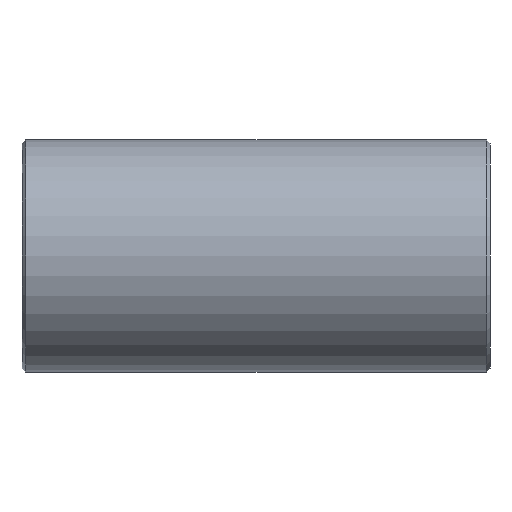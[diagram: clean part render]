
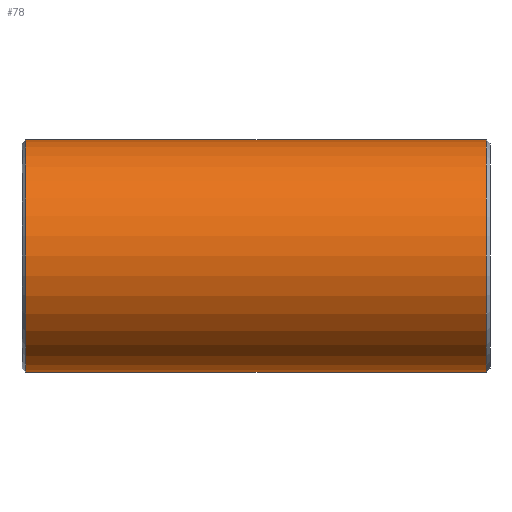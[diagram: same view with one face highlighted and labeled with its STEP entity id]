
A CAD part, left-side view. The second image highlights one B-rep face of the part: STEP entity #78.
In plain terms, the highlighted cylindrical face has radius 2.975 mm (diameter 5.95 mm), a partial arc.
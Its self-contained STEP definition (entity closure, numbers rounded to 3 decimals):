
#20 = CARTESIAN_POINT ( 'NONE',  ( 0., -5.9, 2.975 ) ) ;
#45 = CARTESIAN_POINT ( 'NONE',  ( 0., 6., 2.975 ) ) ;
#47 = DIRECTION ( 'NONE',  ( 0., 1., 0. ) ) ;
#71 = EDGE_CURVE ( 'NONE', #321, #211, #282, .T. ) ;
#73 = LINE ( 'NONE', #45, #269 ) ;
#78 = ADVANCED_FACE ( 'NONE', ( #140 ), #82, .T. ) ;
#81 = DIRECTION ( 'NONE',  ( 0., -1., 0. ) ) ;
#82 = CYLINDRICAL_SURFACE ( 'NONE', #103, 2.975 ) ;
#84 = DIRECTION ( 'NONE',  ( 0., -1., 0. ) ) ;
#87 = CARTESIAN_POINT ( 'NONE',  ( 0., -5.9, -2.975 ) ) ;
#90 = EDGE_CURVE ( 'NONE', #330, #321, #178, .T. ) ;
#91 = VECTOR ( 'NONE', #81, 1000. ) ;
#103 = AXIS2_PLACEMENT_3D ( 'NONE', #243, #116, #122 ) ;
#114 = AXIS2_PLACEMENT_3D ( 'NONE', #280, #188, #431 ) ;
#116 = DIRECTION ( 'NONE',  ( 0., -1., 0. ) ) ;
#122 = DIRECTION ( 'NONE',  ( 0., 0., -1. ) ) ;
#131 = CARTESIAN_POINT ( 'NONE',  ( 0., 5.9, 2.975 ) ) ;
#140 = FACE_OUTER_BOUND ( 'NONE', #213, .T. ) ;
#150 = EDGE_CURVE ( 'NONE', #211, #200, #329, .T. ) ;
#178 = CIRCLE ( 'NONE', #114, 2.975 ) ;
#188 = DIRECTION ( 'NONE',  ( 0., -1., 0. ) ) ;
#192 = CARTESIAN_POINT ( 'NONE',  ( 0., 5.9, -2.975 ) ) ;
#196 = AXIS2_PLACEMENT_3D ( 'NONE', #223, #47, #363 ) ;
#200 = VERTEX_POINT ( 'NONE', #20 ) ;
#203 = ORIENTED_EDGE ( 'NONE', *, *, #90, .T. ) ;
#211 = VERTEX_POINT ( 'NONE', #87 ) ;
#213 = EDGE_LOOP ( 'NONE', ( #358, #203, #297, #348 ) ) ;
#223 = CARTESIAN_POINT ( 'NONE',  ( 0., -5.9, 0. ) ) ;
#243 = CARTESIAN_POINT ( 'NONE',  ( 0., 6., 0. ) ) ;
#269 = VECTOR ( 'NONE', #84, 1000. ) ;
#273 = CARTESIAN_POINT ( 'NONE',  ( 0., 6., -2.975 ) ) ;
#280 = CARTESIAN_POINT ( 'NONE',  ( 0., 5.9, 0. ) ) ;
#282 = LINE ( 'NONE', #273, #91 ) ;
#287 = EDGE_CURVE ( 'NONE', #330, #200, #73, .T. ) ;
#297 = ORIENTED_EDGE ( 'NONE', *, *, #71, .T. ) ;
#321 = VERTEX_POINT ( 'NONE', #192 ) ;
#329 = CIRCLE ( 'NONE', #196, 2.975 ) ;
#330 = VERTEX_POINT ( 'NONE', #131 ) ;
#348 = ORIENTED_EDGE ( 'NONE', *, *, #150, .T. ) ;
#358 = ORIENTED_EDGE ( 'NONE', *, *, #287, .F. ) ;
#363 = DIRECTION ( 'NONE',  ( 0., 0., 1. ) ) ;
#431 = DIRECTION ( 'NONE',  ( 0., 0., 1. ) ) ;
